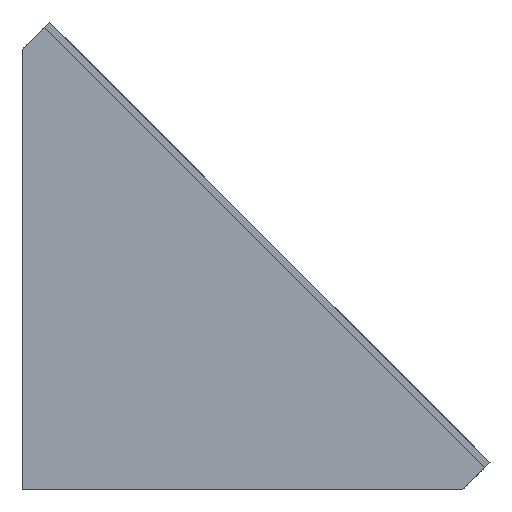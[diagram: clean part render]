
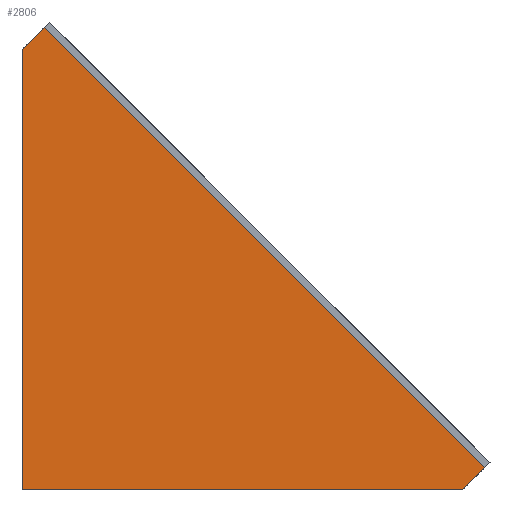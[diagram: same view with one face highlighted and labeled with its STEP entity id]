
A CAD part, left-side view. The second image highlights one B-rep face of the part: STEP entity #2806.
In plain terms, the highlighted planar face has unit normal (-1, 0, 0).
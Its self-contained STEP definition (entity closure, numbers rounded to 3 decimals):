
#383=FACE_OUTER_BOUND('',#593,.T.);
#593=EDGE_LOOP('',(#2480,#2481,#2482,#2483,#2484));
#875=LINE('',#4587,#1154);
#878=LINE('',#4593,#1157);
#879=LINE('',#4595,#1158);
#880=LINE('',#4597,#1159);
#881=LINE('',#4598,#1160);
#1154=VECTOR('',#3802,10.);
#1157=VECTOR('',#3809,10.);
#1158=VECTOR('',#3810,10.);
#1159=VECTOR('',#3811,10.);
#1160=VECTOR('',#3812,10.);
#1408=VERTEX_POINT('',#4584);
#1409=VERTEX_POINT('',#4586);
#1410=VERTEX_POINT('',#4592);
#1411=VERTEX_POINT('',#4594);
#1412=VERTEX_POINT('',#4596);
#1771=EDGE_CURVE('',#1408,#1409,#875,.T.);
#1774=EDGE_CURVE('',#1410,#1408,#878,.T.);
#1775=EDGE_CURVE('',#1411,#1410,#879,.T.);
#1776=EDGE_CURVE('',#1412,#1411,#880,.T.);
#1777=EDGE_CURVE('',#1409,#1412,#881,.T.);
#2480=ORIENTED_EDGE('',*,*,#1771,.F.);
#2481=ORIENTED_EDGE('',*,*,#1774,.F.);
#2482=ORIENTED_EDGE('',*,*,#1775,.F.);
#2483=ORIENTED_EDGE('',*,*,#1776,.F.);
#2484=ORIENTED_EDGE('',*,*,#1777,.F.);
#2654=PLANE('',#3069);
#2806=ADVANCED_FACE('',(#383),#2654,.T.);
#3069=AXIS2_PLACEMENT_3D('',#4591,#3807,#3808);
#3802=DIRECTION('',(0.,-0.707,-0.707));
#3807=DIRECTION('center_axis',(-1.,0.,0.));
#3808=DIRECTION('ref_axis',(0.,0.,1.));
#3809=DIRECTION('',(0.,-0.707,0.707));
#3810=DIRECTION('',(0.,0.,1.));
#3811=DIRECTION('',(0.,1.,0.));
#3812=DIRECTION('',(0.,0.707,-0.707));
#4584=CARTESIAN_POINT('',(-98.875,55.861,54.447));
#4586=CARTESIAN_POINT('',(-98.875,-55.861,-57.276));
#4587=CARTESIAN_POINT('',(-98.875,26.517,25.102));
#4591=CARTESIAN_POINT('Origin',(-98.875,2.828,-4.243));
#4592=CARTESIAN_POINT('',(-98.875,61.518,48.79));
#4593=CARTESIAN_POINT('',(-98.875,57.276,53.033));
#4594=CARTESIAN_POINT('',(-98.875,61.518,-62.933));
#4595=CARTESIAN_POINT('',(-98.875,61.518,22.274));
#4596=CARTESIAN_POINT('',(-98.875,-50.205,-62.933));
#4597=CARTESIAN_POINT('',(-98.875,32.173,-62.933));
#4598=CARTESIAN_POINT('',(-98.875,-51.619,-61.518));
